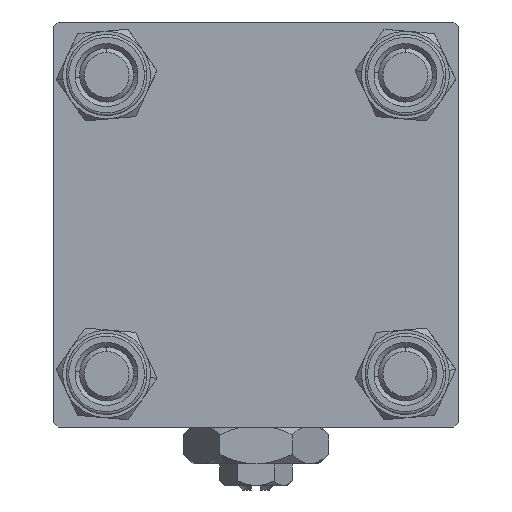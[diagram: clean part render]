
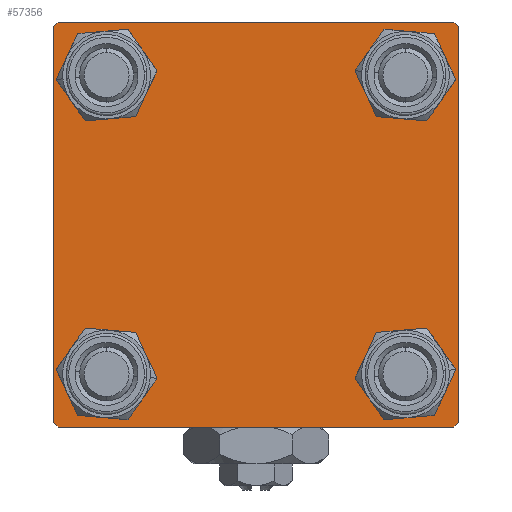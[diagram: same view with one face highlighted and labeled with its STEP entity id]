
A CAD part, left-side view. The second image highlights one B-rep face of the part: STEP entity #57356.
In plain terms, the highlighted planar face has unit normal (-1, 0, 0).
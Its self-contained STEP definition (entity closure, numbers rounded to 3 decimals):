
#269 = AXIS2_PLACEMENT_3D ( 'NONE', #39375, #44759, #21726 ) ;
#343 = CARTESIAN_POINT ( 'NONE',  ( 0., -16.6, -16.6 ) ) ;
#423 = DIRECTION ( 'NONE',  ( 0., -1., 0. ) ) ;
#620 = ORIENTED_EDGE ( 'NONE', *, *, #44655, .T. ) ;
#968 = AXIS2_PLACEMENT_3D ( 'NONE', #36334, #18097, #49803 ) ;
#1663 = EDGE_LOOP ( 'NONE', ( #620, #51710 ) ) ;
#1817 = CIRCLE ( 'NONE', #16123, 3.5 ) ;
#2006 = DIRECTION ( 'NONE',  ( 0., 0., 1. ) ) ;
#2111 = AXIS2_PLACEMENT_3D ( 'NONE', #43867, #16347, #2006 ) ;
#3823 = VERTEX_POINT ( 'NONE', #33209 ) ;
#4418 = CARTESIAN_POINT ( 'NONE',  ( 0., -16.6, 16.6 ) ) ;
#4449 = ORIENTED_EDGE ( 'NONE', *, *, #17829, .T. ) ;
#4585 = LINE ( 'NONE', #35985, #42735 ) ;
#4608 = VERTEX_POINT ( 'NONE', #41904 ) ;
#4795 = CARTESIAN_POINT ( 'NONE',  ( 0., 16.6, 20.1 ) ) ;
#5181 = EDGE_CURVE ( 'NONE', #47433, #25949, #21098, .T. ) ;
#5739 = CIRCLE ( 'NONE', #968, 3.5 ) ;
#5810 = CARTESIAN_POINT ( 'NONE',  ( 0., 22.5, 22. ) ) ;
#6383 = LINE ( 'NONE', #24597, #38996 ) ;
#7496 = CARTESIAN_POINT ( 'NONE',  ( 0., 22.5, -22. ) ) ;
#7896 = ORIENTED_EDGE ( 'NONE', *, *, #36746, .T. ) ;
#8220 = LINE ( 'NONE', #41382, #26649 ) ;
#8280 = CARTESIAN_POINT ( 'NONE',  ( 0., -16.6, -13.1 ) ) ;
#8381 = DIRECTION ( 'NONE',  ( 1., 0., 0. ) ) ;
#8624 = ORIENTED_EDGE ( 'NONE', *, *, #58647, .T. ) ;
#9701 = ORIENTED_EDGE ( 'NONE', *, *, #23974, .T. ) ;
#11031 = CARTESIAN_POINT ( 'NONE',  ( 0., -22.25, 22.25 ) ) ;
#11153 = DIRECTION ( 'NONE',  ( 0., 0., 1. ) ) ;
#11467 = ORIENTED_EDGE ( 'NONE', *, *, #43431, .T. ) ;
#12190 = VERTEX_POINT ( 'NONE', #43573 ) ;
#13011 = DIRECTION ( 'NONE',  ( 1., 0., 0. ) ) ;
#13988 = LINE ( 'NONE', #37003, #33925 ) ;
#14732 = EDGE_CURVE ( 'NONE', #55908, #12190, #19655, .T. ) ;
#15932 = EDGE_CURVE ( 'NONE', #30516, #42705, #26210, .T. ) ;
#16123 = AXIS2_PLACEMENT_3D ( 'NONE', #19771, #38010, #46108 ) ;
#16347 = DIRECTION ( 'NONE',  ( 1., 0., 0. ) ) ;
#17168 = EDGE_CURVE ( 'NONE', #25700, #4608, #42524, .T. ) ;
#17295 = CARTESIAN_POINT ( 'NONE',  ( 0., -22.5, 22. ) ) ;
#17692 = ORIENTED_EDGE ( 'NONE', *, *, #41660, .F. ) ;
#17829 = EDGE_CURVE ( 'NONE', #31798, #34294, #22489, .T. ) ;
#18097 = DIRECTION ( 'NONE',  ( 1., 0., 0. ) ) ;
#18357 = VECTOR ( 'NONE', #48025, 1000. ) ;
#18985 = CIRCLE ( 'NONE', #19922, 3.5 ) ;
#19020 = EDGE_CURVE ( 'NONE', #57090, #47433, #13988, .T. ) ;
#19361 = DIRECTION ( 'NONE',  ( 0., -0.707, 0.707 ) ) ;
#19655 = LINE ( 'NONE', #37895, #24282 ) ;
#19771 = CARTESIAN_POINT ( 'NONE',  ( 0., -16.6, 16.6 ) ) ;
#19922 = AXIS2_PLACEMENT_3D ( 'NONE', #4418, #45087, #31614 ) ;
#20709 = DIRECTION ( 'NONE',  ( 0., 0., -1. ) ) ;
#21098 = LINE ( 'NONE', #51934, #18357 ) ;
#21362 = EDGE_CURVE ( 'NONE', #25949, #38902, #24023, .T. ) ;
#21683 = CARTESIAN_POINT ( 'NONE',  ( 0., 16.6, -16.6 ) ) ;
#21726 = DIRECTION ( 'NONE',  ( 0., 0., 1. ) ) ;
#22058 = EDGE_LOOP ( 'NONE', ( #37638, #50801, #9701, #45799, #34192, #11467, #17692, #26974 ) ) ;
#22125 = CARTESIAN_POINT ( 'NONE',  ( 0., 16.6, 16.6 ) ) ;
#22489 = CIRCLE ( 'NONE', #47314, 3.5 ) ;
#23438 = DIRECTION ( 'NONE',  ( 0., -0.707, -0.707 ) ) ;
#23974 = EDGE_CURVE ( 'NONE', #38902, #55908, #4585, .T. ) ;
#24010 = CARTESIAN_POINT ( 'NONE',  ( 0., 16.6, 13.1 ) ) ;
#24023 = LINE ( 'NONE', #51268, #50290 ) ;
#24282 = VECTOR ( 'NONE', #19361, 1000. ) ;
#24597 = CARTESIAN_POINT ( 'NONE',  ( 0., -22.5, 22.5 ) ) ;
#25700 = VERTEX_POINT ( 'NONE', #26092 ) ;
#25949 = VERTEX_POINT ( 'NONE', #7496 ) ;
#26092 = CARTESIAN_POINT ( 'NONE',  ( 0., 16.6, -20.1 ) ) ;
#26210 = CIRCLE ( 'NONE', #57756, 3.5 ) ;
#26649 = VECTOR ( 'NONE', #423, 1000. ) ;
#26794 = FACE_BOUND ( 'NONE', #28355, .T. ) ;
#26974 = ORIENTED_EDGE ( 'NONE', *, *, #19020, .T. ) ;
#27293 = EDGE_CURVE ( 'NONE', #59158, #3823, #18985, .T. ) ;
#28355 = EDGE_LOOP ( 'NONE', ( #7896, #40342 ) ) ;
#29267 = DIRECTION ( 'NONE',  ( 0., 0.707, 0.707 ) ) ;
#30516 = VERTEX_POINT ( 'NONE', #8280 ) ;
#30858 = AXIS2_PLACEMENT_3D ( 'NONE', #42855, #47934, #11153 ) ;
#31252 = CARTESIAN_POINT ( 'NONE',  ( 0., 22., -22.5 ) ) ;
#31278 = FACE_BOUND ( 'NONE', #40272, .T. ) ;
#31614 = DIRECTION ( 'NONE',  ( 0., 0., 1. ) ) ;
#31642 = CARTESIAN_POINT ( 'NONE',  ( 0., 22., 22.5 ) ) ;
#31798 = VERTEX_POINT ( 'NONE', #24010 ) ;
#32222 = DIRECTION ( 'NONE',  ( 0., 0.707, -0.707 ) ) ;
#33209 = CARTESIAN_POINT ( 'NONE',  ( 0., -16.6, 20.1 ) ) ;
#33295 = CARTESIAN_POINT ( 'NONE',  ( 0., -16.6, -20.1 ) ) ;
#33379 = VERTEX_POINT ( 'NONE', #17295 ) ;
#33447 = LINE ( 'NONE', #11031, #52507 ) ;
#33925 = VECTOR ( 'NONE', #32222, 1000. ) ;
#34192 = ORIENTED_EDGE ( 'NONE', *, *, #35908, .F. ) ;
#34294 = VERTEX_POINT ( 'NONE', #4795 ) ;
#34966 = ORIENTED_EDGE ( 'NONE', *, *, #15932, .T. ) ;
#35908 = EDGE_CURVE ( 'NONE', #33379, #12190, #6383, .T. ) ;
#35985 = CARTESIAN_POINT ( 'NONE',  ( 0., 22.5, -22.5 ) ) ;
#36334 = CARTESIAN_POINT ( 'NONE',  ( 0., 16.6, -16.6 ) ) ;
#36746 = EDGE_CURVE ( 'NONE', #3823, #59158, #1817, .T. ) ;
#37003 = CARTESIAN_POINT ( 'NONE',  ( 0., 22.25, 22.25 ) ) ;
#37638 = ORIENTED_EDGE ( 'NONE', *, *, #5181, .T. ) ;
#37732 = AXIS2_PLACEMENT_3D ( 'NONE', #21683, #13011, #58490 ) ;
#37895 = CARTESIAN_POINT ( 'NONE',  ( 0., -22.25, -22.25 ) ) ;
#38010 = DIRECTION ( 'NONE',  ( 1., 0., 0. ) ) ;
#38902 = VERTEX_POINT ( 'NONE', #31252 ) ;
#38996 = VECTOR ( 'NONE', #20709, 1000. ) ;
#39174 = ORIENTED_EDGE ( 'NONE', *, *, #50980, .T. ) ;
#39375 = CARTESIAN_POINT ( 'NONE',  ( 0., 0., 0. ) ) ;
#39676 = FACE_OUTER_BOUND ( 'NONE', #22058, .T. ) ;
#40272 = EDGE_LOOP ( 'NONE', ( #39174, #4449 ) ) ;
#40342 = ORIENTED_EDGE ( 'NONE', *, *, #27293, .T. ) ;
#40370 = DIRECTION ( 'NONE',  ( 0., 0., 1. ) ) ;
#40417 = DIRECTION ( 'NONE',  ( 1., 0., 0. ) ) ;
#41066 = DIRECTION ( 'NONE',  ( 0., -1., 0. ) ) ;
#41382 = CARTESIAN_POINT ( 'NONE',  ( 0., 22.5, 22.5 ) ) ;
#41660 = EDGE_CURVE ( 'NONE', #57090, #50051, #8220, .T. ) ;
#41904 = CARTESIAN_POINT ( 'NONE',  ( 0., 16.6, -13.1 ) ) ;
#42413 = EDGE_LOOP ( 'NONE', ( #34966, #8624 ) ) ;
#42524 = CIRCLE ( 'NONE', #37732, 3.5 ) ;
#42705 = VERTEX_POINT ( 'NONE', #33295 ) ;
#42735 = VECTOR ( 'NONE', #41066, 1000. ) ;
#42855 = CARTESIAN_POINT ( 'NONE',  ( 0., -16.6, -16.6 ) ) ;
#43431 = EDGE_CURVE ( 'NONE', #33379, #50051, #33447, .T. ) ;
#43573 = CARTESIAN_POINT ( 'NONE',  ( 0., -22.5, -22. ) ) ;
#43867 = CARTESIAN_POINT ( 'NONE',  ( 0., 16.6, 16.6 ) ) ;
#44174 = FACE_BOUND ( 'NONE', #1663, .T. ) ;
#44469 = PLANE ( 'NONE',  #269 ) ;
#44655 = EDGE_CURVE ( 'NONE', #4608, #25700, #5739, .T. ) ;
#44759 = DIRECTION ( 'NONE',  ( -1., 0., 0. ) ) ;
#45087 = DIRECTION ( 'NONE',  ( 1., 0., 0. ) ) ;
#45799 = ORIENTED_EDGE ( 'NONE', *, *, #14732, .T. ) ;
#46108 = DIRECTION ( 'NONE',  ( 0., 0., 1. ) ) ;
#47101 = CIRCLE ( 'NONE', #30858, 3.5 ) ;
#47314 = AXIS2_PLACEMENT_3D ( 'NONE', #22125, #8381, #40370 ) ;
#47433 = VERTEX_POINT ( 'NONE', #5810 ) ;
#47934 = DIRECTION ( 'NONE',  ( 1., 0., 0. ) ) ;
#48025 = DIRECTION ( 'NONE',  ( 0., 0., -1. ) ) ;
#49803 = DIRECTION ( 'NONE',  ( 0., 0., 1. ) ) ;
#50051 = VERTEX_POINT ( 'NONE', #56151 ) ;
#50290 = VECTOR ( 'NONE', #23438, 1000. ) ;
#50801 = ORIENTED_EDGE ( 'NONE', *, *, #21362, .T. ) ;
#50980 = EDGE_CURVE ( 'NONE', #34294, #31798, #51760, .T. ) ;
#51268 = CARTESIAN_POINT ( 'NONE',  ( 0., 22.25, -22.25 ) ) ;
#51710 = ORIENTED_EDGE ( 'NONE', *, *, #17168, .T. ) ;
#51760 = CIRCLE ( 'NONE', #2111, 3.5 ) ;
#51934 = CARTESIAN_POINT ( 'NONE',  ( 0., 22.5, 22.5 ) ) ;
#52507 = VECTOR ( 'NONE', #29267, 1000. ) ;
#52550 = CARTESIAN_POINT ( 'NONE',  ( 0., -22., -22.5 ) ) ;
#55908 = VERTEX_POINT ( 'NONE', #52550 ) ;
#56151 = CARTESIAN_POINT ( 'NONE',  ( 0., -22., 22.5 ) ) ;
#57090 = VERTEX_POINT ( 'NONE', #31642 ) ;
#57356 = ADVANCED_FACE ( 'NONE', ( #26794, #58241, #44174, #31278, #39676 ), #44469, .T. ) ;
#57756 = AXIS2_PLACEMENT_3D ( 'NONE', #343, #40417, #58689 ) ;
#58241 = FACE_BOUND ( 'NONE', #42413, .T. ) ;
#58490 = DIRECTION ( 'NONE',  ( 0., 0., 1. ) ) ;
#58647 = EDGE_CURVE ( 'NONE', #42705, #30516, #47101, .T. ) ;
#58689 = DIRECTION ( 'NONE',  ( 0., 0., 1. ) ) ;
#59142 = CARTESIAN_POINT ( 'NONE',  ( 0., -16.6, 13.1 ) ) ;
#59158 = VERTEX_POINT ( 'NONE', #59142 ) ;
